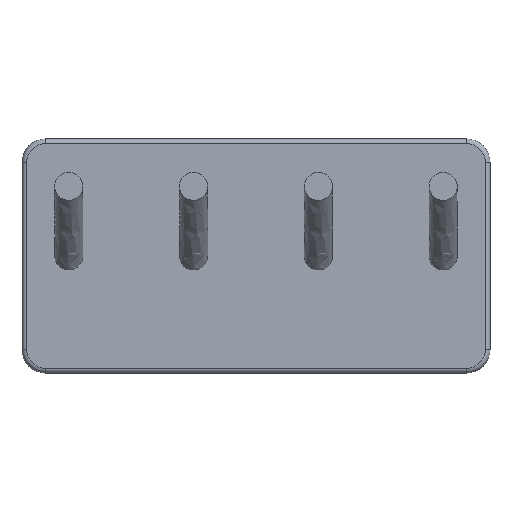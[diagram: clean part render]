
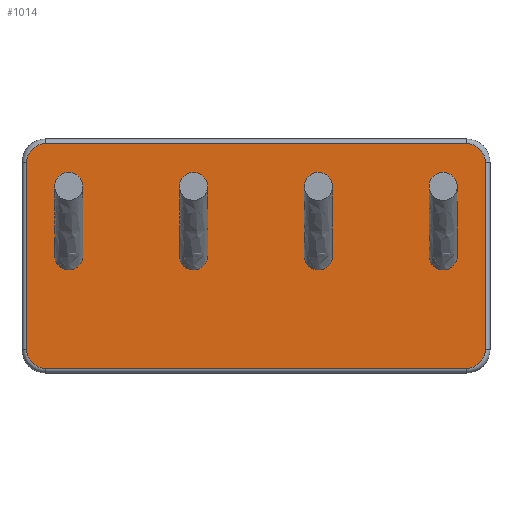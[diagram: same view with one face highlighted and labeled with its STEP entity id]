
A CAD part, top view. The second image highlights one B-rep face of the part: STEP entity #1014.
In plain terms, the highlighted planar face has unit normal (0, 0, 1).
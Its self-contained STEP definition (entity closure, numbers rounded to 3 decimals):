
#44=CARTESIAN_POINT('',(92.91,-92.728,2.));
#45=VERTEX_POINT('',#44);
#51=CARTESIAN_POINT('',(92.5,-90.342,2.));
#52=VERTEX_POINT('',#51);
#53=CARTESIAN_POINT('',(90.,-92.,2.));
#54=DIRECTION('',(0.,0.,1.));
#55=DIRECTION('',(0.97,-0.243,0.));
#56=AXIS2_PLACEMENT_3D('',#53,#54,#55);
#57=CIRCLE('',#56,3.);
#58=EDGE_CURVE('',#45,#52,#57,.T.);
#110=CARTESIAN_POINT('',(87.5,-90.342,2.));
#111=VERTEX_POINT('',#110);
#118=CARTESIAN_POINT('',(90.,-92.,2.));
#119=DIRECTION('',(0.,0.,1.));
#120=DIRECTION('',(0.97,-0.243,0.));
#121=AXIS2_PLACEMENT_3D('',#118,#119,#120);
#122=CIRCLE('',#121,3.);
#123=EDGE_CURVE('',#111,#45,#122,.T.);
#151=CARTESIAN_POINT('',(92.5,-86.5,2.));
#152=VERTEX_POINT('',#151);
#153=CARTESIAN_POINT('',(92.5,-86.5,2.));
#154=DIRECTION('',(-0.,-1.,0.));
#155=VECTOR('',#154,3.842);
#156=LINE('',#153,#155);
#157=EDGE_CURVE('',#152,#52,#156,.T.);
#174=CARTESIAN_POINT('',(87.5,-86.5,2.));
#175=VERTEX_POINT('',#174);
#182=CARTESIAN_POINT('',(87.5,-90.342,2.));
#183=DIRECTION('',(0.,1.,0.));
#184=VECTOR('',#183,3.842);
#185=LINE('',#182,#184);
#186=EDGE_CURVE('',#111,#175,#185,.T.);
#198=CARTESIAN_POINT('',(87.5,-86.5,2.));
#199=DIRECTION('',(1.,0.,0.));
#200=VECTOR('',#199,5.);
#201=LINE('',#198,#200);
#202=EDGE_CURVE('',#175,#152,#201,.T.);
#225=CARTESIAN_POINT('',(66.244,-92.728,2.));
#226=VERTEX_POINT('',#225);
#232=CARTESIAN_POINT('',(65.833,-90.342,2.));
#233=VERTEX_POINT('',#232);
#234=CARTESIAN_POINT('',(63.333,-92.,2.));
#235=DIRECTION('',(0.,0.,1.));
#236=DIRECTION('',(0.97,-0.243,0.));
#237=AXIS2_PLACEMENT_3D('',#234,#235,#236);
#238=CIRCLE('',#237,3.);
#239=EDGE_CURVE('',#226,#233,#238,.T.);
#291=CARTESIAN_POINT('',(60.833,-90.342,2.));
#292=VERTEX_POINT('',#291);
#299=CARTESIAN_POINT('',(63.333,-92.,2.));
#300=DIRECTION('',(0.,0.,1.));
#301=DIRECTION('',(0.97,-0.243,0.));
#302=AXIS2_PLACEMENT_3D('',#299,#300,#301);
#303=CIRCLE('',#302,3.);
#304=EDGE_CURVE('',#292,#226,#303,.T.);
#332=CARTESIAN_POINT('',(65.833,-86.5,2.));
#333=VERTEX_POINT('',#332);
#334=CARTESIAN_POINT('',(65.833,-86.5,2.));
#335=DIRECTION('',(-0.,-1.,0.));
#336=VECTOR('',#335,3.842);
#337=LINE('',#334,#336);
#338=EDGE_CURVE('',#333,#233,#337,.T.);
#355=CARTESIAN_POINT('',(60.833,-86.5,2.));
#356=VERTEX_POINT('',#355);
#363=CARTESIAN_POINT('',(60.833,-90.342,2.));
#364=DIRECTION('',(0.,1.,0.));
#365=VECTOR('',#364,3.842);
#366=LINE('',#363,#365);
#367=EDGE_CURVE('',#292,#356,#366,.T.);
#379=CARTESIAN_POINT('',(60.833,-86.5,2.));
#380=DIRECTION('',(1.,0.,0.));
#381=VECTOR('',#380,5.);
#382=LINE('',#379,#381);
#383=EDGE_CURVE('',#356,#333,#382,.T.);
#406=CARTESIAN_POINT('',(39.577,-92.728,2.));
#407=VERTEX_POINT('',#406);
#413=CARTESIAN_POINT('',(39.167,-90.342,2.));
#414=VERTEX_POINT('',#413);
#415=CARTESIAN_POINT('',(36.667,-92.,2.));
#416=DIRECTION('',(0.,0.,1.));
#417=DIRECTION('',(0.97,-0.243,0.));
#418=AXIS2_PLACEMENT_3D('',#415,#416,#417);
#419=CIRCLE('',#418,3.);
#420=EDGE_CURVE('',#407,#414,#419,.T.);
#472=CARTESIAN_POINT('',(34.167,-90.342,2.));
#473=VERTEX_POINT('',#472);
#480=CARTESIAN_POINT('',(36.667,-92.,2.));
#481=DIRECTION('',(0.,0.,1.));
#482=DIRECTION('',(0.97,-0.243,0.));
#483=AXIS2_PLACEMENT_3D('',#480,#481,#482);
#484=CIRCLE('',#483,3.);
#485=EDGE_CURVE('',#473,#407,#484,.T.);
#513=CARTESIAN_POINT('',(39.167,-86.5,2.));
#514=VERTEX_POINT('',#513);
#515=CARTESIAN_POINT('',(39.167,-86.5,2.));
#516=DIRECTION('',(-0.,-1.,0.));
#517=VECTOR('',#516,3.842);
#518=LINE('',#515,#517);
#519=EDGE_CURVE('',#514,#414,#518,.T.);
#536=CARTESIAN_POINT('',(34.167,-86.5,2.));
#537=VERTEX_POINT('',#536);
#544=CARTESIAN_POINT('',(34.167,-90.342,2.));
#545=DIRECTION('',(0.,1.,0.));
#546=VECTOR('',#545,3.842);
#547=LINE('',#544,#546);
#548=EDGE_CURVE('',#473,#537,#547,.T.);
#560=CARTESIAN_POINT('',(34.167,-86.5,2.));
#561=DIRECTION('',(1.,0.,0.));
#562=VECTOR('',#561,5.);
#563=LINE('',#560,#562);
#564=EDGE_CURVE('',#537,#514,#563,.T.);
#587=CARTESIAN_POINT('',(12.91,-92.728,2.));
#588=VERTEX_POINT('',#587);
#594=CARTESIAN_POINT('',(12.5,-90.342,2.));
#595=VERTEX_POINT('',#594);
#596=CARTESIAN_POINT('',(10.,-92.,2.));
#597=DIRECTION('',(0.,0.,1.));
#598=DIRECTION('',(0.97,-0.243,0.));
#599=AXIS2_PLACEMENT_3D('',#596,#597,#598);
#600=CIRCLE('',#599,3.);
#601=EDGE_CURVE('',#588,#595,#600,.T.);
#653=CARTESIAN_POINT('',(7.5,-90.342,2.));
#654=VERTEX_POINT('',#653);
#661=CARTESIAN_POINT('',(10.,-92.,2.));
#662=DIRECTION('',(0.,0.,1.));
#663=DIRECTION('',(0.97,-0.243,0.));
#664=AXIS2_PLACEMENT_3D('',#661,#662,#663);
#665=CIRCLE('',#664,3.);
#666=EDGE_CURVE('',#654,#588,#665,.T.);
#694=CARTESIAN_POINT('',(12.5,-86.5,2.));
#695=VERTEX_POINT('',#694);
#696=CARTESIAN_POINT('',(12.5,-86.5,2.));
#697=DIRECTION('',(-0.,-1.,0.));
#698=VECTOR('',#697,3.842);
#699=LINE('',#696,#698);
#700=EDGE_CURVE('',#695,#595,#699,.T.);
#717=CARTESIAN_POINT('',(7.5,-86.5,2.));
#718=VERTEX_POINT('',#717);
#725=CARTESIAN_POINT('',(7.5,-90.342,2.));
#726=DIRECTION('',(0.,1.,0.));
#727=VECTOR('',#726,3.842);
#728=LINE('',#725,#727);
#729=EDGE_CURVE('',#654,#718,#728,.T.);
#741=CARTESIAN_POINT('',(7.5,-86.5,2.));
#742=DIRECTION('',(1.,0.,0.));
#743=VECTOR('',#742,5.);
#744=LINE('',#741,#743);
#745=EDGE_CURVE('',#718,#695,#744,.T.);
#911=CARTESIAN_POINT('',(50.,-92.,2.));
#912=DIRECTION('',(0.,0.,-1.));
#913=DIRECTION('',(-1.,0.,0.));
#914=AXIS2_PLACEMENT_3D('',#911,#912,#913);
#915=PLANE('',#914);
#916=ORIENTED_EDGE('',*,*,#58,.F.);
#917=ORIENTED_EDGE('',*,*,#123,.F.);
#918=ORIENTED_EDGE('',*,*,#186,.T.);
#919=ORIENTED_EDGE('',*,*,#202,.T.);
#920=ORIENTED_EDGE('',*,*,#157,.T.);
#921=EDGE_LOOP('',(#916,#917,#918,#919,#920));
#922=FACE_BOUND('',#921,.T.);
#923=ORIENTED_EDGE('',*,*,#239,.F.);
#924=ORIENTED_EDGE('',*,*,#304,.F.);
#925=ORIENTED_EDGE('',*,*,#367,.T.);
#926=ORIENTED_EDGE('',*,*,#383,.T.);
#927=ORIENTED_EDGE('',*,*,#338,.T.);
#928=EDGE_LOOP('',(#923,#924,#925,#926,#927));
#929=FACE_BOUND('',#928,.T.);
#930=ORIENTED_EDGE('',*,*,#420,.F.);
#931=ORIENTED_EDGE('',*,*,#485,.F.);
#932=ORIENTED_EDGE('',*,*,#548,.T.);
#933=ORIENTED_EDGE('',*,*,#564,.T.);
#934=ORIENTED_EDGE('',*,*,#519,.T.);
#935=EDGE_LOOP('',(#930,#931,#932,#933,#934));
#936=FACE_BOUND('',#935,.T.);
#937=ORIENTED_EDGE('',*,*,#601,.F.);
#938=ORIENTED_EDGE('',*,*,#666,.F.);
#939=ORIENTED_EDGE('',*,*,#729,.T.);
#940=ORIENTED_EDGE('',*,*,#745,.T.);
#941=ORIENTED_EDGE('',*,*,#700,.T.);
#942=EDGE_LOOP('',(#937,#938,#939,#940,#941));
#943=FACE_BOUND('',#942,.T.);
#944=CARTESIAN_POINT('',(99.,-112.,2.));
#945=VERTEX_POINT('',#944);
#946=CARTESIAN_POINT('',(99.,-72.,2.));
#947=VERTEX_POINT('',#946);
#948=CARTESIAN_POINT('',(99.,-112.,2.));
#949=DIRECTION('',(-0.,1.,-0.));
#950=VECTOR('',#949,40.);
#951=LINE('',#948,#950);
#952=EDGE_CURVE('',#945,#947,#951,.T.);
#953=ORIENTED_EDGE('',*,*,#952,.T.);
#954=CARTESIAN_POINT('',(95.,-68.,2.));
#955=VERTEX_POINT('',#954);
#956=CARTESIAN_POINT('',(95.,-72.,2.));
#957=DIRECTION('',(-0.,-0.,1.));
#958=DIRECTION('',(-1.,0.,0.));
#959=AXIS2_PLACEMENT_3D('',#956,#957,#958);
#960=CIRCLE('',#959,4.);
#961=EDGE_CURVE('',#947,#955,#960,.T.);
#962=ORIENTED_EDGE('',*,*,#961,.T.);
#963=CARTESIAN_POINT('',(5.,-68.,2.));
#964=VERTEX_POINT('',#963);
#965=CARTESIAN_POINT('',(95.,-68.,2.));
#966=DIRECTION('',(-1.,-0.,0.));
#967=VECTOR('',#966,90.);
#968=LINE('',#965,#967);
#969=EDGE_CURVE('',#955,#964,#968,.T.);
#970=ORIENTED_EDGE('',*,*,#969,.T.);
#971=CARTESIAN_POINT('',(1.,-72.,2.));
#972=VERTEX_POINT('',#971);
#973=CARTESIAN_POINT('',(5.,-72.,2.));
#974=DIRECTION('',(-0.,-0.,1.));
#975=DIRECTION('',(-1.,0.,0.));
#976=AXIS2_PLACEMENT_3D('',#973,#974,#975);
#977=CIRCLE('',#976,4.);
#978=EDGE_CURVE('',#964,#972,#977,.T.);
#979=ORIENTED_EDGE('',*,*,#978,.T.);
#980=CARTESIAN_POINT('',(1.,-112.,2.));
#981=VERTEX_POINT('',#980);
#982=CARTESIAN_POINT('',(1.,-72.,2.));
#983=DIRECTION('',(-0.,-1.,-0.));
#984=VECTOR('',#983,40.);
#985=LINE('',#982,#984);
#986=EDGE_CURVE('',#972,#981,#985,.T.);
#987=ORIENTED_EDGE('',*,*,#986,.T.);
#988=CARTESIAN_POINT('',(5.,-116.,2.));
#989=VERTEX_POINT('',#988);
#990=CARTESIAN_POINT('',(5.,-112.,2.));
#991=DIRECTION('',(-0.,-0.,1.));
#992=DIRECTION('',(-1.,0.,0.));
#993=AXIS2_PLACEMENT_3D('',#990,#991,#992);
#994=CIRCLE('',#993,4.);
#995=EDGE_CURVE('',#981,#989,#994,.T.);
#996=ORIENTED_EDGE('',*,*,#995,.T.);
#997=CARTESIAN_POINT('',(95.,-116.,2.));
#998=VERTEX_POINT('',#997);
#999=CARTESIAN_POINT('',(5.,-116.,2.));
#1000=DIRECTION('',(1.,-0.,-0.));
#1001=VECTOR('',#1000,90.);
#1002=LINE('',#999,#1001);
#1003=EDGE_CURVE('',#989,#998,#1002,.T.);
#1004=ORIENTED_EDGE('',*,*,#1003,.T.);
#1005=CARTESIAN_POINT('',(95.,-112.,2.));
#1006=DIRECTION('',(-0.,-0.,1.));
#1007=DIRECTION('',(-1.,0.,0.));
#1008=AXIS2_PLACEMENT_3D('',#1005,#1006,#1007);
#1009=CIRCLE('',#1008,4.);
#1010=EDGE_CURVE('',#998,#945,#1009,.T.);
#1011=ORIENTED_EDGE('',*,*,#1010,.T.);
#1012=EDGE_LOOP('',(#953,#962,#970,#979,#987,#996,#1004,#1011));
#1013=FACE_BOUND('',#1012,.T.);
#1014=ADVANCED_FACE('',(#922,#929,#936,#943,#1013),#915,.F.);
